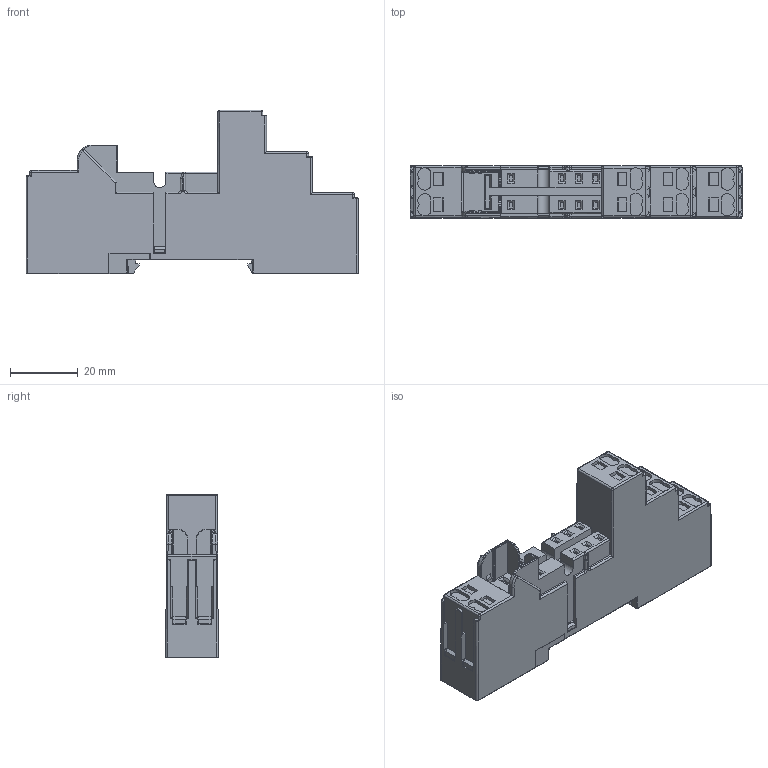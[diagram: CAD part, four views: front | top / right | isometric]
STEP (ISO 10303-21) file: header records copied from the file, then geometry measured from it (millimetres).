
FILE_DESCRIPTION(/* description */ (''),/* implementation_level */ '2;1');
FILE_NAME(/* name */ 'c_pt7872p---_3d.stp',/* time_stamp */ '2020-03-09T16:24:15+01:00',/* author */ ('f.bogacz'),/* organization */ (''),/* preprocessor_version */ 'ST-DEVELOPER v17.2',/* originating_system */ 'AutoCAD Mechanical',/* authorisation */ '');
FILE_SCHEMA (('AUTOMOTIVE_DESIGN { 1 0 10303 214 3 1 1 }'));
Length unit declared in the file: millimetre
Products named in the file (2): Product; PT7872p---
Assembly tree (1 placements, depth 2):
  Product
    PT7872p---
Bounding box: 98 x 15.5 x 48.3 mm (x, y, z)
Volume: 44531.7 mm3; surface area: 12552 mm2
Topology: 1 solids, 1 shells, 679 faces, 1753 edges, 1108 vertices
Faces by surface type: plane 456, cylinder 176, sphere 21, bspline 18, torus 8
Entity records: 22087 total; most frequent: CARTESIAN_POINT 5348, ORIENTED_EDGE 3506, DIRECTION 3418, EDGE_CURVE 1753, LINE 1382, VECTOR 1382, VERTEX_POINT 1108, AXIS2_PLACEMENT_3D 1018
